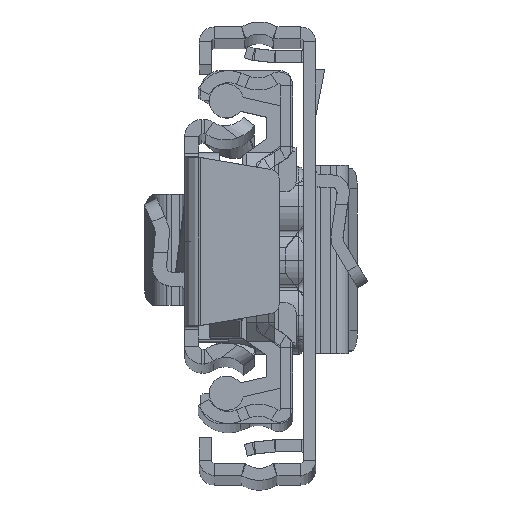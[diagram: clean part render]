
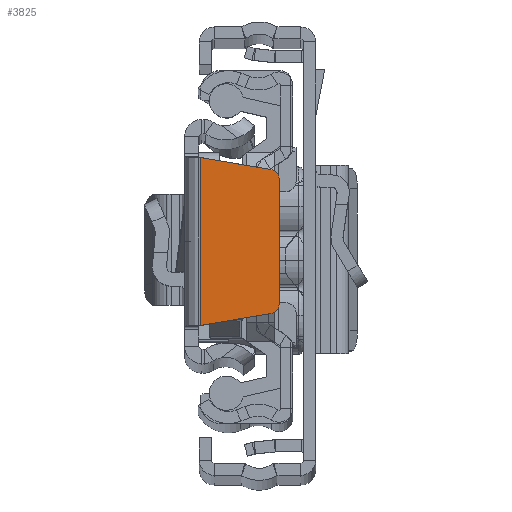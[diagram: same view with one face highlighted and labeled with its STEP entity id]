
A CAD part, top view. The second image highlights one B-rep face of the part: STEP entity #3825.
In plain terms, the highlighted planar face has unit normal (0, 0, 1).
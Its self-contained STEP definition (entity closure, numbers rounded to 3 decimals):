
#209 = DIRECTION ( 'NONE',  ( 1., 0., 0. ) ) ;
#349 = VERTEX_POINT ( 'NONE', #11198 ) ;
#376 = CARTESIAN_POINT ( 'NONE',  ( 8.4, 6.156, 0. ) ) ;
#594 = EDGE_CURVE ( 'NONE', #7466, #3396, #16746, .T. ) ;
#1378 = DIRECTION ( 'NONE',  ( 0., -1., 0. ) ) ;
#2727 = VECTOR ( 'NONE', #15097, 1000. ) ;
#3396 = VERTEX_POINT ( 'NONE', #13147 ) ;
#3477 = CARTESIAN_POINT ( 'NONE',  ( 8.568, 7.142, 0. ) ) ;
#3825 = ADVANCED_FACE ( 'NONE', ( #10232 ), #5412, .F. ) ;
#4561 = EDGE_CURVE ( 'NONE', #349, #17322, #13484, .T. ) ;
#4652 = EDGE_CURVE ( 'NONE', #17322, #7466, #10619, .T. ) ;
#5412 = PLANE ( 'NONE',  #21591 ) ;
#5874 = AXIS2_PLACEMENT_3D ( 'NONE', #17118, #11725, #209 ) ;
#6869 = VECTOR ( 'NONE', #1378, 1000. ) ;
#7188 = EDGE_CURVE ( 'NONE', #20157, #349, #19855, .T. ) ;
#7372 = EDGE_LOOP ( 'NONE', ( #20871, #17544, #9465, #19764, #16665, #17102 ) ) ;
#7466 = VERTEX_POINT ( 'NONE', #17414 ) ;
#8066 = CARTESIAN_POINT ( 'NONE',  ( 1.6, -8.333, 0. ) ) ;
#8228 = EDGE_CURVE ( 'NONE', #8519, #20157, #8744, .T. ) ;
#8519 = VERTEX_POINT ( 'NONE', #3477 ) ;
#8744 = LINE ( 'NONE', #14456, #20178 ) ;
#8861 = AXIS2_PLACEMENT_3D ( 'NONE', #8963, #15803, #20863 ) ;
#8963 = CARTESIAN_POINT ( 'NONE',  ( 8.4, -6.156, 0. ) ) ;
#9465 = ORIENTED_EDGE ( 'NONE', *, *, #4652, .T. ) ;
#10232 = FACE_OUTER_BOUND ( 'NONE', #7372, .T. ) ;
#10619 = CIRCLE ( 'NONE', #8861, 1. ) ;
#11198 = CARTESIAN_POINT ( 'NONE',  ( 1.6, -8.333, 0. ) ) ;
#11725 = DIRECTION ( 'NONE',  ( 0., 0., 1. ) ) ;
#12179 = CIRCLE ( 'NONE', #5874, 1. ) ;
#13147 = CARTESIAN_POINT ( 'NONE',  ( 9.4, 6.156, 0. ) ) ;
#13380 = EDGE_CURVE ( 'NONE', #3396, #8519, #12179, .T. ) ;
#13484 = LINE ( 'NONE', #17123, #13764 ) ;
#13764 = VECTOR ( 'NONE', #15150, 1000. ) ;
#14456 = CARTESIAN_POINT ( 'NONE',  ( 1.5, 8.35, 0. ) ) ;
#14560 = DIRECTION ( 'NONE',  ( -0.986, 0.168, 0. ) ) ;
#15097 = DIRECTION ( 'NONE',  ( 0., 1., 0. ) ) ;
#15150 = DIRECTION ( 'NONE',  ( 0.986, 0.168, 0. ) ) ;
#15527 = DIRECTION ( 'NONE',  ( 1., 0., 0. ) ) ;
#15803 = DIRECTION ( 'NONE',  ( 0., 0., 1. ) ) ;
#16436 = CARTESIAN_POINT ( 'NONE',  ( 8.568, -7.142, 0. ) ) ;
#16665 = ORIENTED_EDGE ( 'NONE', *, *, #13380, .T. ) ;
#16746 = LINE ( 'NONE', #16962, #2727 ) ;
#16962 = CARTESIAN_POINT ( 'NONE',  ( 9.4, 6.156, 0. ) ) ;
#17102 = ORIENTED_EDGE ( 'NONE', *, *, #8228, .T. ) ;
#17118 = CARTESIAN_POINT ( 'NONE',  ( 8.4, 6.156, 0. ) ) ;
#17123 = CARTESIAN_POINT ( 'NONE',  ( 8.568, -7.142, 0. ) ) ;
#17177 = DIRECTION ( 'NONE',  ( 0., 0., -1. ) ) ;
#17322 = VERTEX_POINT ( 'NONE', #16436 ) ;
#17414 = CARTESIAN_POINT ( 'NONE',  ( 9.4, -6.156, 0. ) ) ;
#17544 = ORIENTED_EDGE ( 'NONE', *, *, #4561, .T. ) ;
#19764 = ORIENTED_EDGE ( 'NONE', *, *, #594, .T. ) ;
#19855 = LINE ( 'NONE', #8066, #6869 ) ;
#20157 = VERTEX_POINT ( 'NONE', #20851 ) ;
#20178 = VECTOR ( 'NONE', #14560, 1000. ) ;
#20851 = CARTESIAN_POINT ( 'NONE',  ( 1.6, 8.333, 0. ) ) ;
#20863 = DIRECTION ( 'NONE',  ( 1., 0., 0. ) ) ;
#20871 = ORIENTED_EDGE ( 'NONE', *, *, #7188, .T. ) ;
#21591 = AXIS2_PLACEMENT_3D ( 'NONE', #376, #17177, #15527 ) ;
